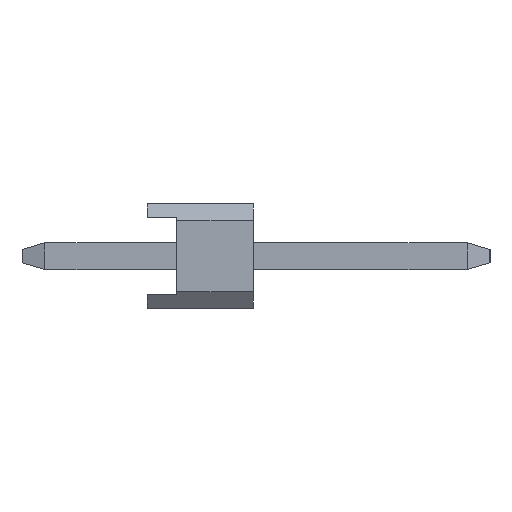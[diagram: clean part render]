
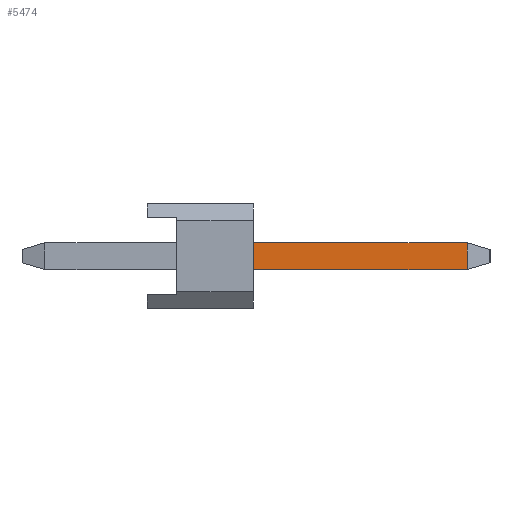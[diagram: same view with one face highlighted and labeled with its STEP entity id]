
A CAD part, left-side view. The second image highlights one B-rep face of the part: STEP entity #5474.
In plain terms, the highlighted planar face has unit normal (-1, 0, 0).
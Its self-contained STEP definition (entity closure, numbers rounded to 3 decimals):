
#2724=VERTEX_POINT('',#7370);
#3160=EDGE_CURVE('',#5918,#3630,#7870,.T.);
#3630=VERTEX_POINT('',#8397);
#4432=EDGE_CURVE('',#6082,#2724,#9292,.T.);
#5474=ADVANCED_FACE('',(#10435),#10436,.T.);
#5918=VERTEX_POINT('',#10924);
#6082=VERTEX_POINT('',#11101);
#6146=EDGE_CURVE('',#2724,#5918,#11171,.T.);
#6214=EDGE_CURVE('',#3630,#6082,#11243,.T.);
#7370=CARTESIAN_POINT('',(-18.1,-2.54,-0.32));
#7870=LINE('',#13382,#13383);
#8397=CARTESIAN_POINT('',(-18.1,-7.654,0.32));
#9292=LINE('',#15398,#15399);
#10435=FACE_OUTER_BOUND('',#17064,.T.);
#10436=PLANE('',#17065);
#10924=CARTESIAN_POINT('',(-18.1,-2.54,0.32));
#11101=CARTESIAN_POINT('',(-18.1,-7.654,-0.32));
#11171=LINE('',#18129,#18130);
#11243=LINE('',#18243,#18244);
#13382=CARTESIAN_POINT('',(-18.1,-2.6,0.32));
#13383=VECTOR('',#20408,1.0);
#15398=CARTESIAN_POINT('',(-18.1,2.454,-0.32));
#15399=VECTOR('',#21989,1.0);
#17064=EDGE_LOOP('',(#23092,#23093,#23094,#23095));
#17065=AXIS2_PLACEMENT_3D('',#23096,#23097,#23098);
#18129=CARTESIAN_POINT('',(-18.1,-2.54,0.252));
#18130=VECTOR('',#23787,1.0);
#18243=CARTESIAN_POINT('',(-18.1,-7.654,0.5));
#18244=VECTOR('',#23840,1.0);
#20408=DIRECTION('',(0.,-1.0,0.));
#21989=DIRECTION('',(0.,1.0,0.));
#23092=ORIENTED_EDGE('',*,*,#6146,.F.);
#23093=ORIENTED_EDGE('',*,*,#4432,.F.);
#23094=ORIENTED_EDGE('',*,*,#6214,.F.);
#23095=ORIENTED_EDGE('',*,*,#3160,.F.);
#23096=CARTESIAN_POINT('',(-18.1,2.454,0.5));
#23097=DIRECTION('',(-1.0,0.,0.));
#23098=DIRECTION('',(0.,1.0,0.));
#23787=DIRECTION('',(0.,0.,1.0));
#23840=DIRECTION('',(0.0,0.,-1.0));
